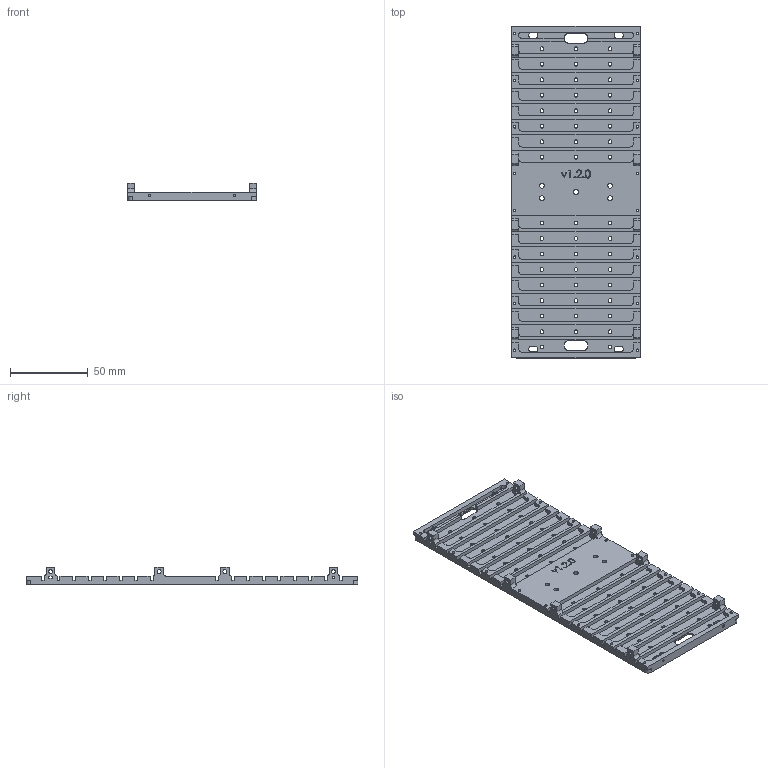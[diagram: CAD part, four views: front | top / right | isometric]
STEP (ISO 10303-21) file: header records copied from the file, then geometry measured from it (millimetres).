
FILE_DESCRIPTION (( 'STEP AP214' ), '1' );
FILE_NAME ('Y_Frame.STEP', '2020-11-15T18:57:11', ( '' ), ( '' ), 'SwSTEP 2.0', 'SolidWorks 2020', '' );
FILE_SCHEMA (( 'AUTOMOTIVE_DESIGN' ));
Length unit declared in the file: millimetre
Products named in the file (1): Y_Frame
Bounding box: 83 x 214 x 11.5 mm (x, y, z)
Volume: 48034.2 mm3; surface area: 51768.7 mm2
Topology: 1 solids, 1 shells, 661 faces, 1923 edges, 1275 vertices
Faces by surface type: cylinder 325, plane 303, bspline 23, cone 10
Entity records: 24857 total; most frequent: CARTESIAN_POINT 6271, ORIENTED_EDGE 3846, DIRECTION 3793, EDGE_CURVE 1923, AXIS2_PLACEMENT_3D 1307, VERTEX_POINT 1275, VECTOR 1179, LINE 1179
